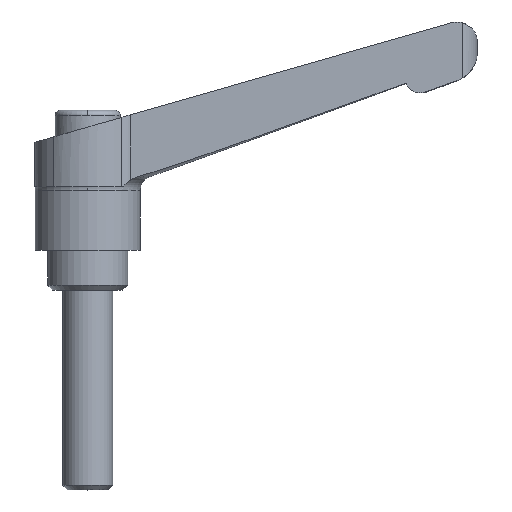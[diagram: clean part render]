
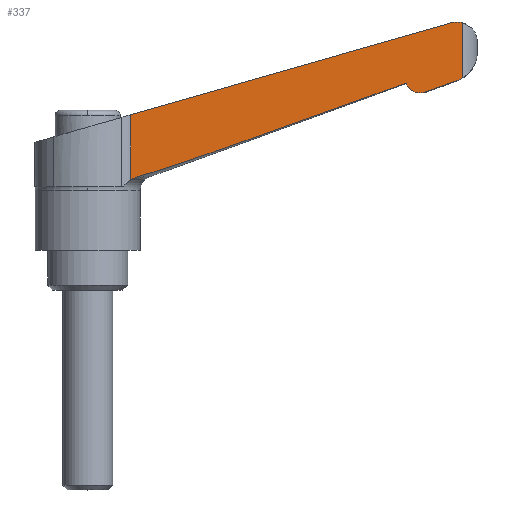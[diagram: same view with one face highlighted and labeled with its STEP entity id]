
A CAD part, top view. The second image highlights one B-rep face of the part: STEP entity #337.
In plain terms, the highlighted planar face has unit normal (0.035, 0, 0.999).
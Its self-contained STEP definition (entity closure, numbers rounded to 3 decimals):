
#259 = EDGE_CURVE( '', #507, #369, #745, .T. );
#275 = EDGE_CURVE( '', #517, #635, #761, .T. );
#335 = VERTEX_POINT( '', #823 );
#337 = ADVANCED_FACE( '', ( #825 ), #826, .F. );
#347 = EDGE_CURVE( '', #563, #655, #836, .T. );
#369 = VERTEX_POINT( '', #861 );
#387 = EDGE_CURVE( '', #655, #669, #881, .T. );
#417 = EDGE_CURVE( '', #563, #335, #915, .T. );
#453 = EDGE_CURVE( '', #705, #369, #953, .T. );
#507 = VERTEX_POINT( '', #1016 );
#517 = VERTEX_POINT( '', #1029 );
#535 = EDGE_CURVE( '', #669, #517, #1047, .T. );
#563 = VERTEX_POINT( '', #1081 );
#617 = EDGE_CURVE( '', #635, #705, #1141, .T. );
#635 = VERTEX_POINT( '', #1159 );
#649 = EDGE_CURVE( '', #507, #335, #1175, .T. );
#655 = VERTEX_POINT( '', #1181 );
#669 = VERTEX_POINT( '', #1197 );
#705 = VERTEX_POINT( '', #1239 );
#745 = LINE( '', #1271, #1272 );
#761 = ( B_SPLINE_CURVE( 2, ( #1306, #1307, #1308 ), .UNSPECIFIED., .F., .F. )B_SPLINE_CURVE_WITH_KNOTS( ( 3, 3 ), ( 0., 56.941 ), .UNSPECIFIED. )RATIONAL_B_SPLINE_CURVE( ( 1., 1.406, 1. ) )BOUNDED_CURVE(  )REPRESENTATION_ITEM( '' )GEOMETRIC_REPRESENTATION_ITEM(  )CURVE(  ) );
#823 = CARTESIAN_POINT( '', ( 75.099, 53.483, 5.139 ) );
#825 = FACE_OUTER_BOUND( '', #1439, .T. );
#826 = PLANE( '', #1440 );
#836 = B_SPLINE_CURVE_WITH_KNOTS( '', 3, ( #1453, #1454, #1455, #1456, #1457, #1458, #1459, #1460 ), .UNSPECIFIED., .F., .F., ( 4, 2, 2, 4 ), ( 5.625, 6.114, 6.672, 6.935 ), .UNSPECIFIED. );
#861 = CARTESIAN_POINT( '', ( 8.587, 35.095, 7.462 ) );
#881 = ( B_SPLINE_CURVE( 2, ( #1514, #1515, #1516 ), .UNSPECIFIED., .F., .F. )B_SPLINE_CURVE_WITH_KNOTS( ( 3, 3 ), ( 0., 6.641 ), .UNSPECIFIED. )RATIONAL_B_SPLINE_CURVE( ( 1., 1.001, 1. ) )BOUNDED_CURVE(  )REPRESENTATION_ITEM( '' )GEOMETRIC_REPRESENTATION_ITEM(  )CURVE(  ) );
#915 = LINE( '', #1572, #1573 );
#953 = LINE( '', #1633, #1634 );
#1016 = CARTESIAN_POINT( '', ( 73.337, 53.663, 5.201 ) );
#1029 = CARTESIAN_POINT( '', ( 63.759, 41.472, 5.535 ) );
#1047 = B_SPLINE_CURVE_WITH_KNOTS( '', 3, ( #1784, #1785, #1786, #1787, #1788, #1789, #1790, #1791, #1792, #1793, #1794, #1795, #1796, #1797, #1798, #1799, #1800, #1801, #1802, #1803 ), .UNSPECIFIED., .F., .F., ( 4, 2, 2, 2, 2, 2, 2, 2, 2, 4 ), ( 3.469, 3.897, 4.457, 5.018, 5.578, 6.137, 6.696, 7.252, 7.808, 7.933 ), .UNSPECIFIED. );
#1081 = CARTESIAN_POINT( '', ( 75.099, 42.55, 5.139 ) );
#1141 = B_SPLINE_CURVE_WITH_KNOTS( '', 3, ( #1927, #1928, #1929, #1930, #1931, #1932, #1933, #1934 ), .UNSPECIFIED., .F., .F., ( 4, 2, 2, 4 ), ( 6.057, 6.329, 7.048, 7.578 ), .UNSPECIFIED. );
#1159 = CARTESIAN_POINT( '', ( 10.032, 22.718, 7.411 ) );
#1175 = B_SPLINE_CURVE_WITH_KNOTS( '', 3, ( #1996, #1997, #1998, #1999, #2000, #2001, #2002, #2003, #2004, #2005 ), .UNSPECIFIED., .F., .F., ( 4, 2, 2, 2, 4 ), ( 16.77, 17.076, 17.822, 18.567, 19.044 ), .UNSPECIFIED. );
#1181 = CARTESIAN_POINT( '', ( 73.87, 41.939, 5.182 ) );
#1197 = CARTESIAN_POINT( '', ( 67.629, 39.679, 5.4 ) );
#1239 = CARTESIAN_POINT( '', ( 8.587, 22.019, 7.462 ) );
#1271 = CARTESIAN_POINT( '', ( -6.308, 30.824, 7.982 ) );
#1272 = VECTOR( '', #2163, 1. );
#1306 = CARTESIAN_POINT( '', ( 63.759, 41.472, 5.535 ) );
#1307 = CARTESIAN_POINT( '', ( 18.795, 25.218, 7.105 ) );
#1308 = CARTESIAN_POINT( '', ( 10.032, 22.718, 7.411 ) );
#1439 = EDGE_LOOP( '', ( #2217, #2218, #2219, #2220, #2221, #2222, #2223, #2224, #2225 ) );
#1440 = AXIS2_PLACEMENT_3D( '', #2226, #2227, #2228 );
#1453 = CARTESIAN_POINT( '', ( 75.099, 42.55, 5.139 ) );
#1454 = CARTESIAN_POINT( '', ( 74.95, 42.453, 5.144 ) );
#1455 = CARTESIAN_POINT( '', ( 74.797, 42.363, 5.15 ) );
#1456 = CARTESIAN_POINT( '', ( 74.468, 42.189, 5.161 ) );
#1457 = CARTESIAN_POINT( '', ( 74.291, 42.106, 5.167 ) );
#1458 = CARTESIAN_POINT( '', ( 74.038, 42.002, 5.176 ) );
#1459 = CARTESIAN_POINT( '', ( 73.955, 41.97, 5.179 ) );
#1460 = CARTESIAN_POINT( '', ( 73.87, 41.939, 5.182 ) );
#1514 = CARTESIAN_POINT( '', ( 73.87, 41.939, 5.182 ) );
#1515 = CARTESIAN_POINT( '', ( 70.613, 40.759, 5.296 ) );
#1516 = CARTESIAN_POINT( '', ( 67.629, 39.679, 5.4 ) );
#1572 = CARTESIAN_POINT( '', ( 75.099, 0., 5.139 ) );
#1573 = VECTOR( '', #2338, 1. );
#1633 = CARTESIAN_POINT( '', ( 8.587, 0., 7.462 ) );
#1634 = VECTOR( '', #2379, 1. );
#1784 = CARTESIAN_POINT( '', ( 67.629, 39.679, 5.4 ) );
#1785 = CARTESIAN_POINT( '', ( 67.49, 39.629, 5.405 ) );
#1786 = CARTESIAN_POINT( '', ( 67.339, 39.587, 5.41 ) );
#1787 = CARTESIAN_POINT( '', ( 66.987, 39.517, 5.422 ) );
#1788 = CARTESIAN_POINT( '', ( 66.783, 39.498, 5.429 ) );
#1789 = CARTESIAN_POINT( '', ( 66.41, 39.498, 5.442 ) );
#1790 = CARTESIAN_POINT( '', ( 66.206, 39.517, 5.45 ) );
#1791 = CARTESIAN_POINT( '', ( 65.807, 39.596, 5.464 ) );
#1792 = CARTESIAN_POINT( '', ( 65.611, 39.657, 5.47 ) );
#1793 = CARTESIAN_POINT( '', ( 65.266, 39.799, 5.482 ) );
#1794 = CARTESIAN_POINT( '', ( 65.085, 39.893, 5.489 ) );
#1795 = CARTESIAN_POINT( '', ( 64.748, 40.118, 5.501 ) );
#1796 = CARTESIAN_POINT( '', ( 64.591, 40.249, 5.506 ) );
#1797 = CARTESIAN_POINT( '', ( 64.327, 40.511, 5.515 ) );
#1798 = CARTESIAN_POINT( '', ( 64.197, 40.667, 5.52 ) );
#1799 = CARTESIAN_POINT( '', ( 63.972, 41.002, 5.528 ) );
#1800 = CARTESIAN_POINT( '', ( 63.877, 41.182, 5.531 ) );
#1801 = CARTESIAN_POINT( '', ( 63.79, 41.392, 5.534 ) );
#1802 = CARTESIAN_POINT( '', ( 63.774, 41.432, 5.535 ) );
#1803 = CARTESIAN_POINT( '', ( 63.759, 41.472, 5.535 ) );
#1927 = CARTESIAN_POINT( '', ( 10.032, 22.718, 7.411 ) );
#1928 = CARTESIAN_POINT( '', ( 9.94, 22.692, 7.414 ) );
#1929 = CARTESIAN_POINT( '', ( 9.851, 22.664, 7.418 ) );
#1930 = CARTESIAN_POINT( '', ( 9.539, 22.555, 7.428 ) );
#1931 = CARTESIAN_POINT( '', ( 9.298, 22.45, 7.437 ) );
#1932 = CARTESIAN_POINT( '', ( 8.899, 22.232, 7.451 ) );
#1933 = CARTESIAN_POINT( '', ( 8.736, 22.128, 7.457 ) );
#1934 = CARTESIAN_POINT( '', ( 8.587, 22.019, 7.462 ) );
#1996 = CARTESIAN_POINT( '', ( 72.709, 53.537, 5.223 ) );
#1997 = CARTESIAN_POINT( '', ( 72.814, 53.567, 5.219 ) );
#1998 = CARTESIAN_POINT( '', ( 72.923, 53.593, 5.215 ) );
#1999 = CARTESIAN_POINT( '', ( 73.297, 53.667, 5.202 ) );
#2000 = CARTESIAN_POINT( '', ( 73.569, 53.692, 5.193 ) );
#2001 = CARTESIAN_POINT( '', ( 74.066, 53.692, 5.175 ) );
#2002 = CARTESIAN_POINT( '', ( 74.337, 53.667, 5.166 ) );
#2003 = CARTESIAN_POINT( '', ( 74.772, 53.581, 5.15 ) );
#2004 = CARTESIAN_POINT( '', ( 74.94, 53.536, 5.145 ) );
#2005 = CARTESIAN_POINT( '', ( 75.099, 53.483, 5.139 ) );
#2163 = DIRECTION( '', ( -0.961, -0.275, 0.034 ) );
#2217 = ORIENTED_EDGE( '', *, *, #259, .T. );
#2218 = ORIENTED_EDGE( '', *, *, #453, .F. );
#2219 = ORIENTED_EDGE( '', *, *, #617, .F. );
#2220 = ORIENTED_EDGE( '', *, *, #275, .F. );
#2221 = ORIENTED_EDGE( '', *, *, #535, .F. );
#2222 = ORIENTED_EDGE( '', *, *, #387, .F. );
#2223 = ORIENTED_EDGE( '', *, *, #347, .F. );
#2224 = ORIENTED_EDGE( '', *, *, #417, .T. );
#2225 = ORIENTED_EDGE( '', *, *, #649, .F. );
#2226 = CARTESIAN_POINT( '', ( 8.587, 0., 7.462 ) );
#2227 = DIRECTION( '', ( -0.035, 0., -0.999 ) );
#2228 = DIRECTION( '', ( -0.999, 0., 0.035 ) );
#2338 = DIRECTION( '', ( 0., 1., 0. ) );
#2379 = DIRECTION( '', ( 0., 1., 0. ) );
